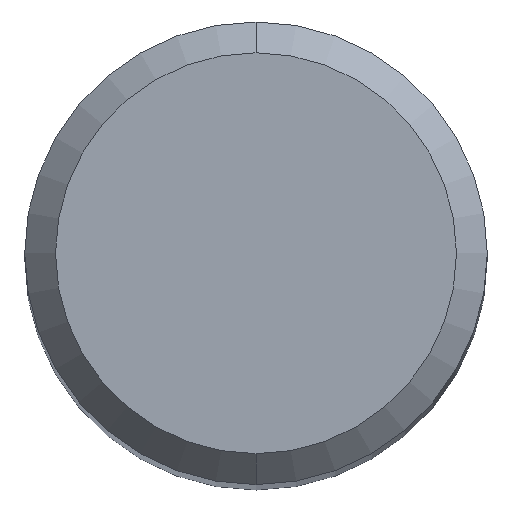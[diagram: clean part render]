
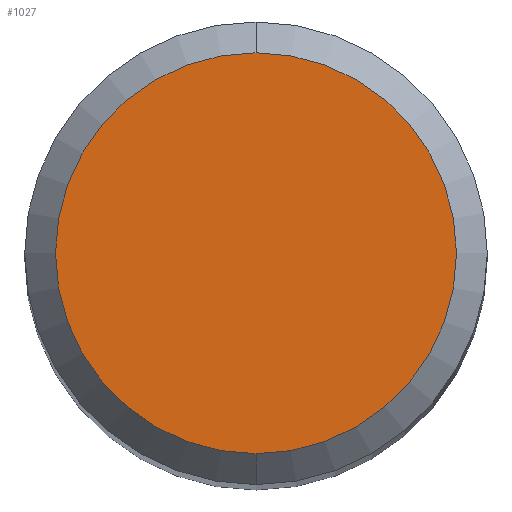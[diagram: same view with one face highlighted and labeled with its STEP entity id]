
A CAD part, top view. The second image highlights one B-rep face of the part: STEP entity #1027.
In plain terms, the highlighted planar face has unit normal (0, 0, 1).
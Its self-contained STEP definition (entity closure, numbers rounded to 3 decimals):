
#513=EDGE_CURVE('',#1111,#615,#1452,.T.);
#615=VERTEX_POINT('',#1560);
#783=EDGE_CURVE('',#615,#1111,#1745,.T.);
#1027=ADVANCED_FACE('',(#2013),#2014,.T.);
#1111=VERTEX_POINT('',#2104);
#1452=CIRCLE('',#2495,2.6);
#1560=CARTESIAN_POINT('',(0.0,2.6,0.0));
#1745=CIRCLE('',#5576,2.6);
#2013=FACE_OUTER_BOUND('',#8927,.T.);
#2014=PLANE('',#8928);
#2104=CARTESIAN_POINT('',(0.,-2.6,0.0));
#2495=AXIS2_PLACEMENT_3D('',#13090,#13091,#13092);
#5576=AXIS2_PLACEMENT_3D('',#13376,#13377,#13378);
#8927=EDGE_LOOP('',(#13632,#13633));
#8928=AXIS2_PLACEMENT_3D('',#13634,#13635,#13636);
#13090=CARTESIAN_POINT('',(0.0,0.0,0.0));
#13091=DIRECTION('',(0.0,0.0,-1.0));
#13092=DIRECTION('',(0.0,1.0,0.0));
#13376=CARTESIAN_POINT('',(0.0,0.0,0.0));
#13377=DIRECTION('',(0.0,0.0,-1.0));
#13378=DIRECTION('',(0.0,1.0,0.0));
#13632=ORIENTED_EDGE('',*,*,#783,.F.);
#13633=ORIENTED_EDGE('',*,*,#513,.F.);
#13634=CARTESIAN_POINT('',(0.0,1.3,0.0));
#13635=DIRECTION('',(-0.0,0.0,1.0));
#13636=DIRECTION('',(0.0,-1.0,0.0));
